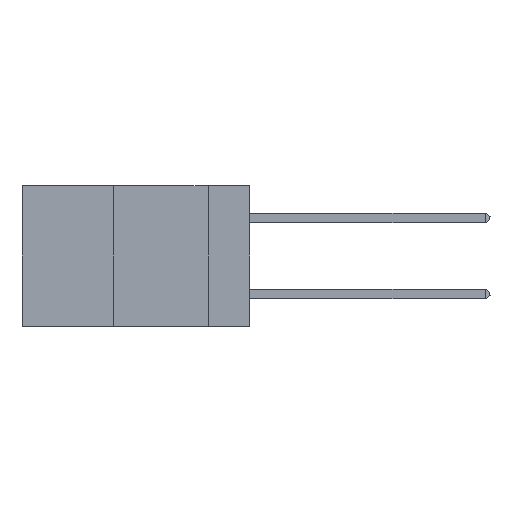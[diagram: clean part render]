
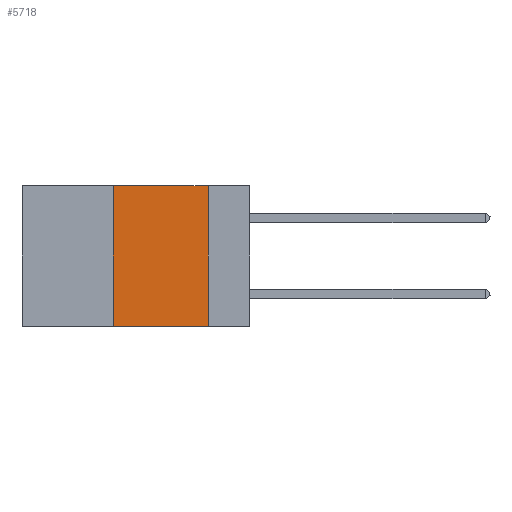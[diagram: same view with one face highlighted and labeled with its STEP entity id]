
A CAD part, left-side view. The second image highlights one B-rep face of the part: STEP entity #5718.
In plain terms, the highlighted planar face has unit normal (-1, 0, 0).
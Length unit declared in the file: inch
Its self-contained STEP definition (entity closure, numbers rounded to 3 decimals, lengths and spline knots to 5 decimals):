
#4111 = LINE ( 'NONE', #12737, #16422 ) ;
#4368 = VECTOR ( 'NONE', #31228, 39.37008 ) ;
#5718 = ADVANCED_FACE ( 'NONE', ( #25421 ), #13592, .F. ) ;
#7231 = CARTESIAN_POINT ( 'NONE',  ( 0., 0.6, -0.37 ) ) ;
#7892 = LINE ( 'NONE', #34130, #4368 ) ;
#9416 = VERTEX_POINT ( 'NONE', #35660 ) ;
#9593 = EDGE_CURVE ( 'NONE', #9416, #17596, #4111, .T. ) ;
#9670 = DIRECTION ( 'NONE',  ( 0., 0., -1. ) ) ;
#10898 = VECTOR ( 'NONE', #20110, 39.37008 ) ;
#11992 = CARTESIAN_POINT ( 'NONE',  ( 0., 0.11, 0. ) ) ;
#12737 = CARTESIAN_POINT ( 'NONE',  ( 0., 0.6, 0. ) ) ;
#13191 = ORIENTED_EDGE ( 'NONE', *, *, #20466, .T. ) ;
#13319 = VERTEX_POINT ( 'NONE', #26831 ) ;
#13592 = PLANE ( 'NONE',  #30644 ) ;
#14788 = CARTESIAN_POINT ( 'NONE',  ( 0., 0.36, 0. ) ) ;
#15090 = EDGE_CURVE ( 'NONE', #17596, #13319, #7892, .T. ) ;
#15189 = CARTESIAN_POINT ( 'NONE',  ( 0., 0.6, 0. ) ) ;
#15215 = LINE ( 'NONE', #7231, #30586 ) ;
#16422 = VECTOR ( 'NONE', #29519, 39.37008 ) ;
#17596 = VERTEX_POINT ( 'NONE', #11992 ) ;
#19442 = EDGE_LOOP ( 'NONE', ( #32592, #22698, #31253, #13191 ) ) ;
#19856 = VERTEX_POINT ( 'NONE', #31773 ) ;
#20110 = DIRECTION ( 'NONE',  ( 0., 0., 1. ) ) ;
#20466 = EDGE_CURVE ( 'NONE', #19856, #13319, #15215, .T. ) ;
#22698 = ORIENTED_EDGE ( 'NONE', *, *, #9593, .F. ) ;
#23870 = EDGE_CURVE ( 'NONE', #19856, #9416, #28866, .T. ) ;
#25421 = FACE_OUTER_BOUND ( 'NONE', #19442, .T. ) ;
#26456 = DIRECTION ( 'NONE',  ( 1., 0., 0. ) ) ;
#26831 = CARTESIAN_POINT ( 'NONE',  ( 0., 0.11, -0.37 ) ) ;
#26855 = DIRECTION ( 'NONE',  ( 0., -1., 0. ) ) ;
#28866 = LINE ( 'NONE', #14788, #10898 ) ;
#29519 = DIRECTION ( 'NONE',  ( 0., -1., 0. ) ) ;
#30586 = VECTOR ( 'NONE', #26855, 39.37008 ) ;
#30644 = AXIS2_PLACEMENT_3D ( 'NONE', #15189, #26456, #9670 ) ;
#31228 = DIRECTION ( 'NONE',  ( 0., 0., -1. ) ) ;
#31253 = ORIENTED_EDGE ( 'NONE', *, *, #23870, .F. ) ;
#31773 = CARTESIAN_POINT ( 'NONE',  ( 0., 0.36, -0.37 ) ) ;
#32592 = ORIENTED_EDGE ( 'NONE', *, *, #15090, .F. ) ;
#34130 = CARTESIAN_POINT ( 'NONE',  ( 0., 0.11, 0. ) ) ;
#35660 = CARTESIAN_POINT ( 'NONE',  ( 0., 0.36, 0. ) ) ;
